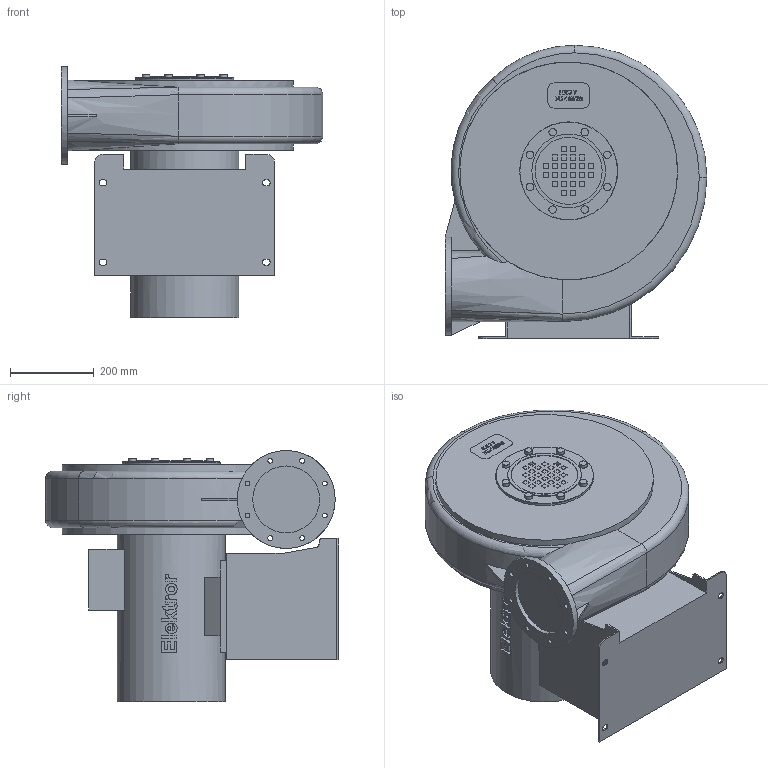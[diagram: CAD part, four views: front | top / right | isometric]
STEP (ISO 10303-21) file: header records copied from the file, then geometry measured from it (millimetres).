
FILE_DESCRIPTION(/* description */ ('HRD 7 FU 105/20'),/* implementation_level */ '2;1');
FILE_NAME(/* name */ 'AttTemp.stp',/* time_stamp */ '2015-01-26T15:02:45+01:00',/* author */ ('marcus'),/* organization */ (''),/* preprocessor_version */ 'ST-DEVELOPER v15.6',/* originating_system */ 'Autodesk Inventor 2015',/* authorisation */ '');
FILE_SCHEMA (('AUTOMOTIVE_DESIGN { 1 0 10303 214 3 1 1 }'));
Length unit declared in the file: millimetre
Products named in the file (1): TB-1510B
Bounding box: 625 x 700 x 599.5 mm (x, y, z)
Volume: 95299248 mm3; surface area: 2127684.5 mm2
Topology: 1 solids, 11 shells, 696 faces, 1865 edges, 1241 vertices
Faces by surface type: plane 432, bspline 174, cylinder 74, torus 8, cone 8
Full cylindrical faces by diameter (mm): 8.38 x8, 10 x6, 11.5 x8, 17.8 x8, 160 x3, 176 x1, 233 x1, 234 x1, 258 x1, 520 x2
Entity records: 23486 total; most frequent: CARTESIAN_POINT 6601, ORIENTED_EDGE 3552, DIRECTION 2700, EDGE_CURVE 1776, VERTEX_POINT 1207, LINE 1172, VECTOR 1172, EDGE_LOOP 873
